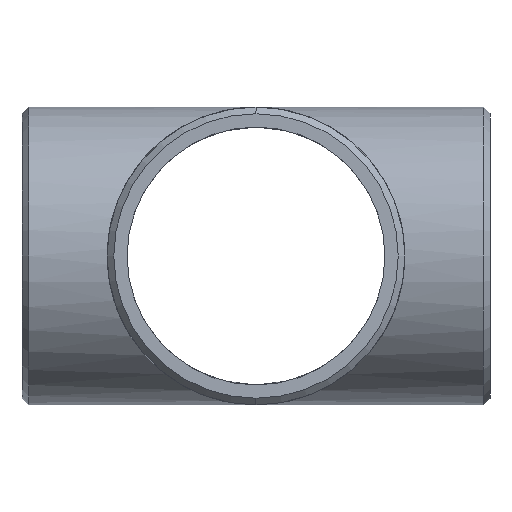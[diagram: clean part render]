
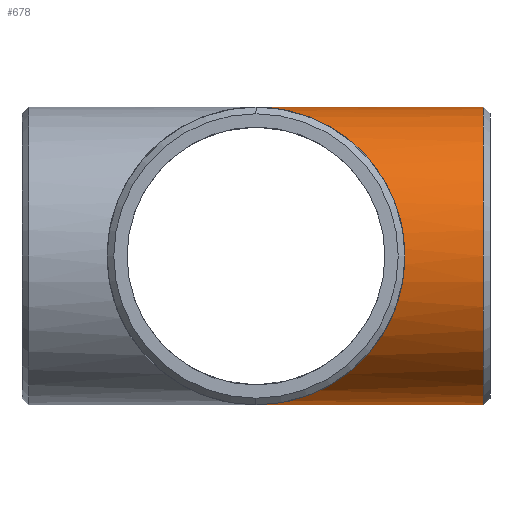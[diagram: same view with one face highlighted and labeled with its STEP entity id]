
A CAD part, left-side view. The second image highlights one B-rep face of the part: STEP entity #678.
In plain terms, the highlighted cylindrical face has radius 177.8 mm (diameter 355.6 mm), a partial arc.
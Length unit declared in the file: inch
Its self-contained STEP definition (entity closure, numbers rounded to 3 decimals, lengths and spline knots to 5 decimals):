
#12 = CARTESIAN_POINT ( 'NONE',  ( 0., -11., 7. ) ) ;
#34 = CARTESIAN_POINT ( 'NONE',  ( 0., 0., 7. ) ) ;
#73 = DIRECTION ( 'NONE',  ( 0., 1., 0. ) ) ;
#82 = CARTESIAN_POINT ( 'NONE',  ( 0., 0., -7. ) ) ;
#95 = VECTOR ( 'NONE', #73, 39.37008 ) ;
#127 = DIRECTION ( 'NONE',  ( 0., 1., 0. ) ) ;
#131 =( BOUNDED_CURVE ( )  B_SPLINE_CURVE ( 3, ( #534, #781, #656, #34 ),
 .UNSPECIFIED., .F., .T. ) 
 B_SPLINE_CURVE_WITH_KNOTS ( ( 4, 4 ),
 ( 4.71239, 7.85398 ),
 .UNSPECIFIED. ) 
 CURVE ( )  GEOMETRIC_REPRESENTATION_ITEM ( )  RATIONAL_B_SPLINE_CURVE ( ( 1., 0.333, 0.333, 1. ) ) 
 REPRESENTATION_ITEM ( '' )  );
#189 = CARTESIAN_POINT ( 'NONE',  ( 0., -11., 0. ) ) ;
#232 = VERTEX_POINT ( 'NONE', #82 ) ;
#245 = EDGE_CURVE ( 'NONE', #542, #232, #380, .T. ) ;
#251 = EDGE_CURVE ( 'NONE', #542, #706, #539, .T. ) ;
#303 = CARTESIAN_POINT ( 'NONE',  ( 0., 0., 7. ) ) ;
#314 = EDGE_CURVE ( 'NONE', #232, #450, #131, .T. ) ;
#380 = LINE ( 'NONE', #628, #95 ) ;
#400 = ORIENTED_EDGE ( 'NONE', *, *, #314, .F. ) ;
#432 = CYLINDRICAL_SURFACE ( 'NONE', #606, 7. ) ;
#438 = DIRECTION ( 'NONE',  ( 0., 1., 0. ) ) ;
#450 = VERTEX_POINT ( 'NONE', #303 ) ;
#451 = DIRECTION ( 'NONE',  ( 0., 1., 0. ) ) ;
#464 = DIRECTION ( 'NONE',  ( 0., 0., -1. ) ) ;
#495 = LINE ( 'NONE', #12, #532 ) ;
#500 = AXIS2_PLACEMENT_3D ( 'NONE', #566, #451, #464 ) ;
#532 = VECTOR ( 'NONE', #127, 39.37008 ) ;
#534 = CARTESIAN_POINT ( 'NONE',  ( 0., 0., -7. ) ) ;
#539 = CIRCLE ( 'NONE', #500, 7. ) ;
#542 = VERTEX_POINT ( 'NONE', #569 ) ;
#563 = DIRECTION ( 'NONE',  ( 0., 0., -1. ) ) ;
#565 = ORIENTED_EDGE ( 'NONE', *, *, #251, .T. ) ;
#566 = CARTESIAN_POINT ( 'NONE',  ( 0., -10.68733, 0. ) ) ;
#569 = CARTESIAN_POINT ( 'NONE',  ( 0., -10.68733, -7. ) ) ;
#570 = ORIENTED_EDGE ( 'NONE', *, *, #665, .T. ) ;
#606 = AXIS2_PLACEMENT_3D ( 'NONE', #189, #438, #563 ) ;
#628 = CARTESIAN_POINT ( 'NONE',  ( 0., -11., -7. ) ) ;
#634 = EDGE_LOOP ( 'NONE', ( #565, #570, #400, #743 ) ) ;
#656 = CARTESIAN_POINT ( 'NONE',  ( -14., -14., 7. ) ) ;
#665 = EDGE_CURVE ( 'NONE', #706, #450, #495, .T. ) ;
#678 = ADVANCED_FACE ( 'NONE', ( #746 ), #432, .T. ) ;
#685 = CARTESIAN_POINT ( 'NONE',  ( 0., -10.68733, 7. ) ) ;
#706 = VERTEX_POINT ( 'NONE', #685 ) ;
#743 = ORIENTED_EDGE ( 'NONE', *, *, #245, .F. ) ;
#746 = FACE_OUTER_BOUND ( 'NONE', #634, .T. ) ;
#781 = CARTESIAN_POINT ( 'NONE',  ( -14., -14., -7. ) ) ;
